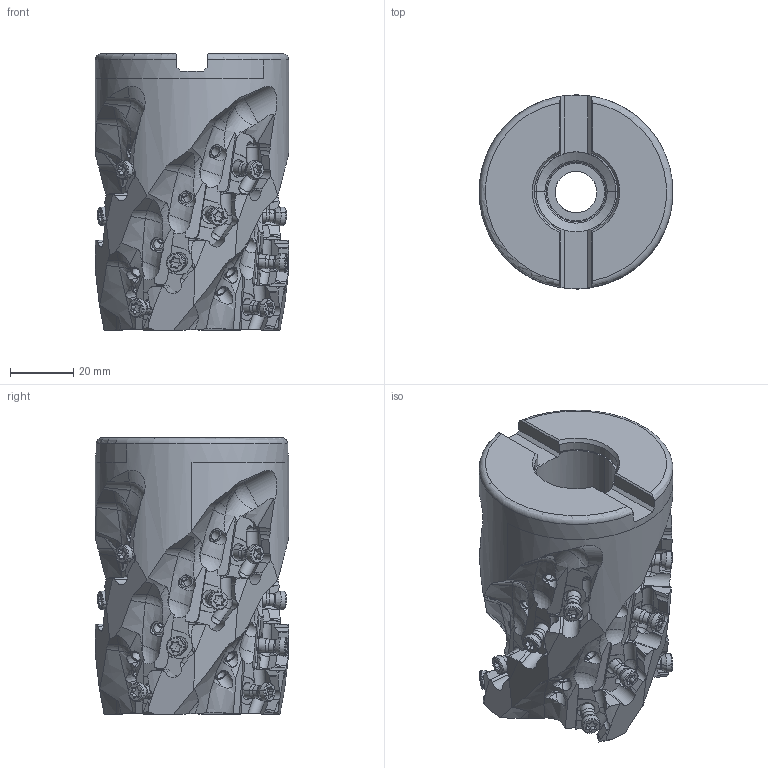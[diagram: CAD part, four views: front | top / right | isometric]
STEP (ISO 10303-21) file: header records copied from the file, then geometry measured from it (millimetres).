
FILE_DESCRIPTION((''),'2;1');
FILE_NAME('VFX6UR2504CA23_ASM','2021-08-27T09:38:00',('tlyw01'),('PTC Japan'),'CREO PARAMETRIC BY PTC INC, 2018500','CREO PARAMETRIC BY PTC INC, 2018500','');
FILE_SCHEMA(('AUTOMOTIVE_DESIGN { 1 0 10303 214 1 1 1 1 }'));
Products named in the file (18): VFX6UR2504CA23_1; VFX6UR2504CA23_2; VFX6UR2504CA23_3; VFX6UR2504CA23_4; VFX6UR2504CA23_5; VFX6UR2504CA23_6; VFX6UR2504CA23_7; VFX6UR2504CA23_8; VFX6UR2504CA23_9; VFX6UR2504CA23_10; VFX6UR2504CA23_11; VFX6UR2504CA23_12; VFX6UR2504CA23_13; VFX6UR2504CA23_14; VFX6UR2504CA23_15; VFX6UR2504CA23_16; VFX6UR2504CA23_17; VFX6UR2504CA23_ASM
Assembly tree (17 placements, depth 2):
  VFX6UR2504CA23_ASM
    VFX6UR2504CA23_1
    VFX6UR2504CA23_2
    VFX6UR2504CA23_3
    VFX6UR2504CA23_4
    VFX6UR2504CA23_5
    VFX6UR2504CA23_6
    VFX6UR2504CA23_7
    VFX6UR2504CA23_8
    VFX6UR2504CA23_9
    VFX6UR2504CA23_10
    VFX6UR2504CA23_11
    VFX6UR2504CA23_12
    VFX6UR2504CA23_13
    VFX6UR2504CA23_14
    VFX6UR2504CA23_15
    VFX6UR2504CA23_16
    VFX6UR2504CA23_17
Bounding box: 61.5 x 61.5 x 87.9 mm (x, y, z)
Volume: 150771.9 mm3; surface area: 39615.2 mm2
Topology: 17 solids, 17 shells, 1653 faces, 4748 edges, 3082 vertices
Faces by surface type: cylinder 722, plane 429, cone 210, bspline 92, sphere 92, extrusion 60, torus 48
Entity records: 100386 total; most frequent: CARTESIAN_POINT 32882, ORIENTED_EDGE 9344, DIRECTION 7420, PRESENTATION_STYLE_ASSIGNMENT 6421, STYLED_ITEM 6421, CURVE_STYLE 4751, EDGE_CURVE 4672, VERTEX_POINT 3082
